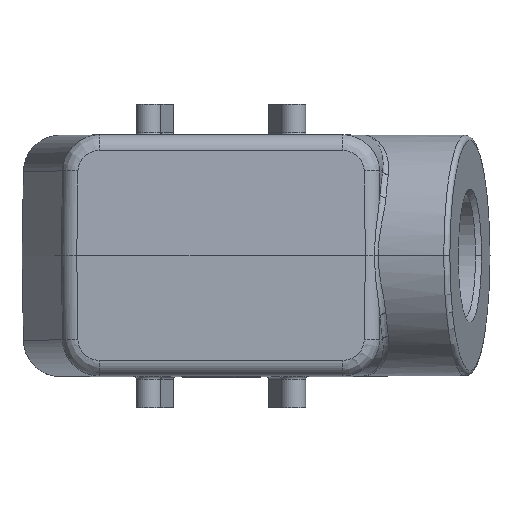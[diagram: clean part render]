
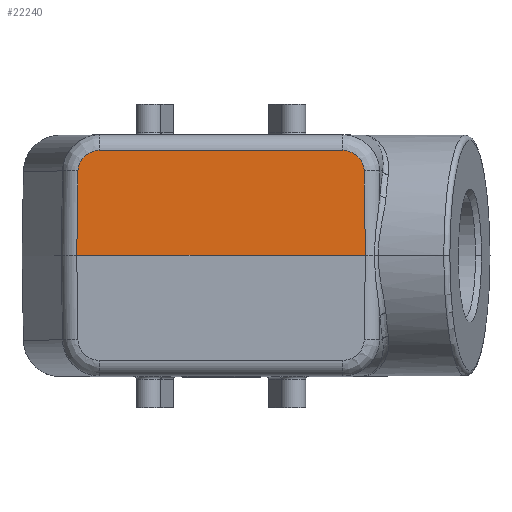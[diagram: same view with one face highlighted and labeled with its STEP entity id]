
A CAD part, top view. The second image highlights one B-rep face of the part: STEP entity #22240.
In plain terms, the highlighted face is planar.
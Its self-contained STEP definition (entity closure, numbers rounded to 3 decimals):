
#21610=CARTESIAN_POINT('',(-37.819,-95.6,-70.));
#21620=DIRECTION('',(0.,-1.,
-0.017));
#21630=DIRECTION('',(0.,-0.017,
1.));
#21640=AXIS2_PLACEMENT_3D('',#21610,#21620,#21630);
#21650=PLANE('',#21640);
#21660=CARTESIAN_POINT('',(-48.066,-95.319,
-86.122));
#21670=CARTESIAN_POINT('',(-48.05,-95.301,
-87.164));
#21680=CARTESIAN_POINT('',(-47.655,-95.283,
-88.159));
#21690=CARTESIAN_POINT('',(-46.966,-95.268,
-89.025));
#21700=CARTESIAN_POINT('',(-46.072,-95.257,
-89.683));
#21710=CARTESIAN_POINT('',(-45.059,-95.25,
-90.052));
#21720=CARTESIAN_POINT('',(-44.017,-95.25,
-90.052));
#21730=B_SPLINE_CURVE_WITH_KNOTS('',6,(#21660,#21670,#21680,#21690,
#21700,#21710,#21720),.UNSPECIFIED.,.F.,.F.,(7,7),(0.,1.),.UNSPECIFIED.)
;
#21740=CARTESIAN_POINT('',(-48.066,-95.319,
-86.122));
#21750=VERTEX_POINT('',#21740);
#21760=CARTESIAN_POINT('',(-44.017,-95.25,
-90.052));
#21770=VERTEX_POINT('',#21760);
#21780=EDGE_CURVE('',#21750,#21770,#21730,.T.);
#21790=ORIENTED_EDGE('',*,*,#21780,.T.);
#21800=CARTESIAN_POINT('',(-49.326,-96.821,
-0.052));
#21810=DIRECTION('',(-0.015,-0.017,
1.));
#21820=VECTOR('',#21810,1.);
#21830=LINE('',#21800,#21820);
#21840=CARTESIAN_POINT('',(-48.302,-95.6,-70.));
#21850=VERTEX_POINT('',#21840);
#21860=EDGE_CURVE('',#21750,#21850,#21830,.T.);
#21870=ORIENTED_EDGE('',*,*,#21860,.F.);
#21880=CARTESIAN_POINT('',(0.,-95.6,-70.));
#21890=DIRECTION('',(1.,0.,0.));
#21900=VECTOR('',#21890,1.);
#21910=LINE('',#21880,#21900);
#21920=CARTESIAN_POINT('',(6.795,-95.6,
-70.));
#21930=VERTEX_POINT('',#21920);
#21940=EDGE_CURVE('',#21850,#21930,#21910,.T.);
#21950=ORIENTED_EDGE('',*,*,#21940,.F.);
#21960=CARTESIAN_POINT('',(7.819,-96.821,
-0.052));
#21970=DIRECTION('',(0.015,-0.017,
1.));
#21980=VECTOR('',#21970,1.);
#21990=LINE('',#21960,#21980);
#22000=CARTESIAN_POINT('',(6.559,-95.319,
-86.122));
#22010=VERTEX_POINT('',#22000);
#22020=EDGE_CURVE('',#22010,#21930,#21990,.T.);
#22030=ORIENTED_EDGE('',*,*,#22020,.T.);
#22040=CARTESIAN_POINT('',(6.559,-95.319,
-86.122));
#22050=CARTESIAN_POINT('',(6.543,-95.301,
-87.164));
#22060=CARTESIAN_POINT('',(6.148,-95.283,
-88.159));
#22070=CARTESIAN_POINT('',(5.459,-95.268,
-89.025));
#22080=CARTESIAN_POINT('',(4.565,-95.257,
-89.683));
#22090=CARTESIAN_POINT('',(3.552,-95.25,
-90.052));
#22100=CARTESIAN_POINT('',(2.51,-95.25,
-90.052));
#22110=B_SPLINE_CURVE_WITH_KNOTS('',6,(#22040,#22050,#22060,#22070,
#22080,#22090,#22100),.UNSPECIFIED.,.F.,.F.,(7,7),(0.,1.),.UNSPECIFIED.)
;
#22120=CARTESIAN_POINT('',(2.51,-95.25,
-90.052));
#22130=VERTEX_POINT('',#22120);
#22140=EDGE_CURVE('',#22010,#22130,#22110,.T.);
#22150=ORIENTED_EDGE('',*,*,#22140,.F.);
#22160=CARTESIAN_POINT('',(-54.507,-95.25,
-90.052));
#22170=DIRECTION('',(1.,0.,0.));
#22180=VECTOR('',#22170,1.);
#22190=LINE('',#22160,#22180);
#22200=EDGE_CURVE('',#21770,#22130,#22190,.T.);
#22210=ORIENTED_EDGE('',*,*,#22200,.T.);
#22220=EDGE_LOOP('',(#22210,#22150,#22030,#21950,#21870,#21790));
#22230=FACE_OUTER_BOUND('',#22220,.T.);
#22240=ADVANCED_FACE('',(#22230),#21650,.T.);
